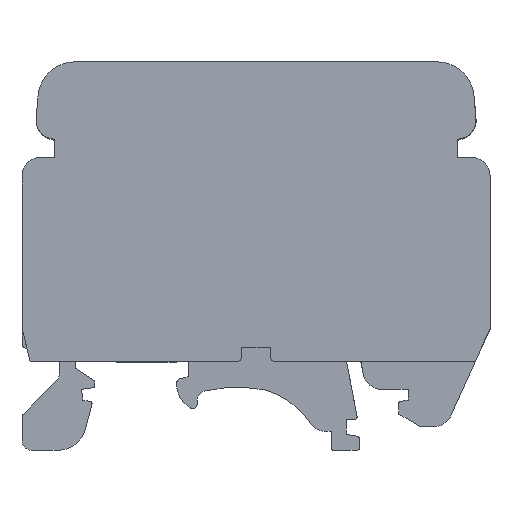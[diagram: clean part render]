
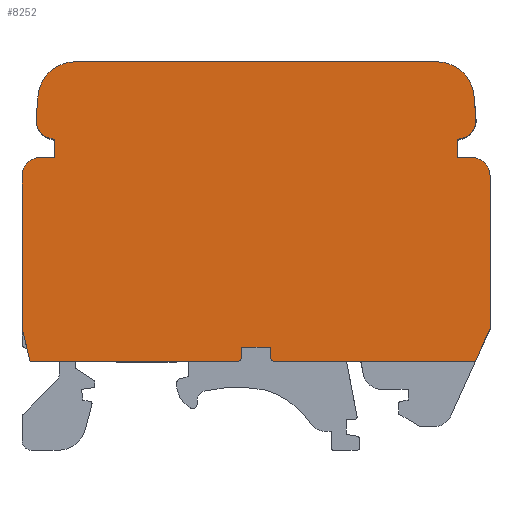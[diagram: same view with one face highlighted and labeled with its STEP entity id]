
A CAD part, front view. The second image highlights one B-rep face of the part: STEP entity #8252.
In plain terms, the highlighted planar face has unit normal (0, -1, 0).
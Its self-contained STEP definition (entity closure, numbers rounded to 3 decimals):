
#234=CIRCLE('',#8504,0.5);
#235=CIRCLE('',#8509,0.5);
#256=CIRCLE('',#8561,4.);
#258=CIRCLE('',#8565,2.);
#263=CIRCLE('',#8580,4.);
#265=CIRCLE('',#8584,2.);
#267=CIRCLE('',#8592,2.);
#315=CIRCLE('',#8751,2.);
#2006=ORIENTED_EDGE('',*,*,#2484,.T.);
#2007=ORIENTED_EDGE('',*,*,#2482,.T.);
#2008=ORIENTED_EDGE('',*,*,#2480,.F.);
#2009=ORIENTED_EDGE('',*,*,#2478,.F.);
#2010=ORIENTED_EDGE('',*,*,#2476,.F.);
#2011=ORIENTED_EDGE('',*,*,#2474,.T.);
#2012=ORIENTED_EDGE('',*,*,#2470,.T.);
#2013=ORIENTED_EDGE('',*,*,#2492,.T.);
#2014=ORIENTED_EDGE('',*,*,#2696,.T.);
#2015=ORIENTED_EDGE('',*,*,#2930,.T.);
#2016=ORIENTED_EDGE('',*,*,#2932,.T.);
#2017=ORIENTED_EDGE('',*,*,#2685,.T.);
#2018=ORIENTED_EDGE('',*,*,#2616,.T.);
#2019=ORIENTED_EDGE('',*,*,#2614,.T.);
#2020=ORIENTED_EDGE('',*,*,#2608,.T.);
#2021=ORIENTED_EDGE('',*,*,#2612,.T.);
#2022=ORIENTED_EDGE('',*,*,#2090,.T.);
#2023=ORIENTED_EDGE('',*,*,#2634,.T.);
#2024=ORIENTED_EDGE('',*,*,#2637,.T.);
#2025=ORIENTED_EDGE('',*,*,#2640,.T.);
#2026=ORIENTED_EDGE('',*,*,#2467,.T.);
#2027=ORIENTED_EDGE('',*,*,#2462,.T.);
#2028=ORIENTED_EDGE('',*,*,#2650,.T.);
#2029=ORIENTED_EDGE('',*,*,#2653,.T.);
#2030=ORIENTED_EDGE('',*,*,#2769,.T.);
#2031=ORIENTED_EDGE('',*,*,#2537,.T.);
#2090=EDGE_CURVE('',#2961,#2960,#3537,.T.);
#2462=EDGE_CURVE('',#3216,#3217,#3790,.T.);
#2467=EDGE_CURVE('',#3221,#3216,#3795,.T.);
#2470=EDGE_CURVE('',#3223,#3224,#3798,.T.);
#2474=EDGE_CURVE('',#3226,#3223,#234,.T.);
#2476=EDGE_CURVE('',#3226,#3227,#3803,.T.);
#2478=EDGE_CURVE('',#3227,#3228,#3805,.T.);
#2480=EDGE_CURVE('',#3228,#3229,#3807,.T.);
#2482=EDGE_CURVE('',#3230,#3229,#235,.T.);
#2484=EDGE_CURVE('',#3231,#3230,#3810,.T.);
#2492=EDGE_CURVE('',#3224,#3235,#3818,.F.);
#2537=EDGE_CURVE('',#3274,#3231,#3859,.F.);
#2608=EDGE_CURVE('',#3330,#3331,#3914,.T.);
#2612=EDGE_CURVE('',#3331,#2961,#256,.T.);
#2614=EDGE_CURVE('',#3333,#3330,#258,.T.);
#2616=EDGE_CURVE('',#3334,#3333,#3919,.T.);
#2634=EDGE_CURVE('',#2960,#3343,#263,.T.);
#2637=EDGE_CURVE('',#3343,#3345,#3934,.T.);
#2640=EDGE_CURVE('',#3345,#3221,#265,.T.);
#2650=EDGE_CURVE('',#3217,#3351,#3945,.T.);
#2653=EDGE_CURVE('',#3351,#3353,#267,.T.);
#2685=EDGE_CURVE('',#3371,#3334,#3978,.T.);
#2696=EDGE_CURVE('',#3235,#3378,#3987,.T.);
#2769=EDGE_CURVE('',#3353,#3274,#4048,.T.);
#2930=EDGE_CURVE('',#3378,#3510,#315,.T.);
#2932=EDGE_CURVE('',#3510,#3371,#4178,.T.);
#2960=VERTEX_POINT('',#10480);
#2961=VERTEX_POINT('',#10482);
#3216=VERTEX_POINT('',#11348);
#3217=VERTEX_POINT('',#11349);
#3221=VERTEX_POINT('',#11359);
#3223=VERTEX_POINT('',#11365);
#3224=VERTEX_POINT('',#11366);
#3226=VERTEX_POINT('',#11373);
#3227=VERTEX_POINT('',#11377);
#3228=VERTEX_POINT('',#11381);
#3229=VERTEX_POINT('',#11385);
#3230=VERTEX_POINT('',#11389);
#3231=VERTEX_POINT('',#11393);
#3235=VERTEX_POINT('',#11407);
#3274=VERTEX_POINT('',#11503);
#3330=VERTEX_POINT('',#11645);
#3331=VERTEX_POINT('',#11646);
#3333=VERTEX_POINT('',#11657);
#3334=VERTEX_POINT('',#11661);
#3343=VERTEX_POINT('',#11697);
#3345=VERTEX_POINT('',#11703);
#3351=VERTEX_POINT('',#11728);
#3353=VERTEX_POINT('',#11734);
#3371=VERTEX_POINT('',#11798);
#3378=VERTEX_POINT('',#11820);
#3510=VERTEX_POINT('',#12279);
#3537=LINE('',#10481,#4200);
#3790=LINE('',#11347,#4453);
#3795=LINE('',#11358,#4458);
#3798=LINE('',#11364,#4461);
#3803=LINE('',#11376,#4466);
#3805=LINE('',#11380,#4468);
#3807=LINE('',#11384,#4470);
#3810=LINE('',#11392,#4473);
#3818=LINE('',#11408,#4481);
#3859=LINE('',#11502,#4522);
#3914=LINE('',#11644,#4577);
#3919=LINE('',#11660,#4582);
#3934=LINE('',#11702,#4597);
#3945=LINE('',#11727,#4608);
#3978=LINE('',#11797,#4641);
#3987=LINE('',#11819,#4650);
#4048=LINE('',#11960,#4711);
#4178=LINE('',#12282,#4841);
#4200=VECTOR('',#8809,1000.);
#4453=VECTOR('',#9498,1000.);
#4458=VECTOR('',#9505,1000.);
#4461=VECTOR('',#9510,1000.);
#4466=VECTOR('',#9521,1000.);
#4468=VECTOR('',#9525,1000.);
#4470=VECTOR('',#9529,1000.);
#4473=VECTOR('',#9538,1000.);
#4481=VECTOR('',#9552,1000.);
#4522=VECTOR('',#9623,1000.);
#4577=VECTOR('',#9740,1000.);
#4582=VECTOR('',#9759,1000.);
#4597=VECTOR('',#9806,1000.);
#4608=VECTOR('',#9833,1000.);
#4641=VECTOR('',#9900,1000.);
#4650=VECTOR('',#9921,1000.);
#4711=VECTOR('',#10058,1000.);
#4841=VECTOR('',#10390,1000.);
#5160=EDGE_LOOP('',(#2006,#2007,#2008,#2009,#2010,#2011,#2012,#2013,#2014,
#2015,#2016,#2017,#2018,#2019,#2020,#2021,#2022,#2023,#2024,#2025,#2026,
#2027,#2028,#2029,#2030,#2031));
#5493=FACE_BOUND('',#5160,.T.);
#5729=PLANE('',#8752);
#8252=ADVANCED_FACE('',(#5493),#5729,.T.);
#8504=AXIS2_PLACEMENT_3D('',#11372,#9516,#9517);
#8509=AXIS2_PLACEMENT_3D('',#11388,#9533,#9534);
#8561=AXIS2_PLACEMENT_3D('',#11652,#9746,#9747);
#8565=AXIS2_PLACEMENT_3D('',#11656,#9754,#9755);
#8580=AXIS2_PLACEMENT_3D('',#11696,#9799,#9800);
#8584=AXIS2_PLACEMENT_3D('',#11708,#9811,#9812);
#8592=AXIS2_PLACEMENT_3D('',#11733,#9838,#9839);
#8751=AXIS2_PLACEMENT_3D('',#12278,#10385,#10386);
#8752=AXIS2_PLACEMENT_3D('',#12281,#10388,#10389);
#8809=DIRECTION('',(-1.,0.,0.));
#9498=DIRECTION('',(0.,0.,-1.));
#9505=DIRECTION('',(0.966,0.,-0.259));
#9510=DIRECTION('',(1.,0.,0.));
#9516=DIRECTION('',(0.,-1.,0.));
#9517=DIRECTION('',(1.,0.,0.));
#9521=DIRECTION('',(0.,0.,1.));
#9525=DIRECTION('',(-1.,0.,0.));
#9529=DIRECTION('',(0.,0.,-1.));
#9533=DIRECTION('',(0.,-1.,0.));
#9534=DIRECTION('',(1.,0.,0.));
#9538=DIRECTION('',(1.,0.,0.));
#9552=DIRECTION('',(-0.407,0.,-0.914));
#9623=DIRECTION('',(-0.242,0.,0.97));
#9740=DIRECTION('',(-0.087,0.,0.996));
#9746=DIRECTION('',(0.,-1.,0.));
#9747=DIRECTION('',(-1.,0.,0.));
#9754=DIRECTION('',(0.,-1.,0.));
#9755=DIRECTION('',(-1.,0.,0.));
#9759=DIRECTION('',(0.966,0.,0.259));
#9799=DIRECTION('',(0.,-1.,0.));
#9800=DIRECTION('',(-1.,0.,0.));
#9806=DIRECTION('',(-0.087,0.,-0.996));
#9811=DIRECTION('',(0.,-1.,0.));
#9812=DIRECTION('',(1.,0.,0.));
#9833=DIRECTION('',(-1.,0.,0.));
#9838=DIRECTION('',(0.,-1.,0.));
#9839=DIRECTION('',(1.,0.,0.));
#9900=DIRECTION('',(0.,0.,1.));
#9921=DIRECTION('',(0.,0.,1.));
#10058=DIRECTION('',(0.,0.,-1.));
#10385=DIRECTION('',(0.,-1.,0.));
#10386=DIRECTION('',(-1.,0.,0.));
#10388=DIRECTION('',(0.,-1.,0.));
#10389=DIRECTION('',(1.,0.,0.));
#10390=DIRECTION('',(-1.,0.,0.));
#10480=CARTESIAN_POINT('',(-19.305,-15.,20.8));
#10481=CARTESIAN_POINT('',(0.,-15.,20.8));
#10482=CARTESIAN_POINT('',(19.305,-15.,20.8));
#11347=CARTESIAN_POINT('',(-21.5,-15.,10.6));
#11348=CARTESIAN_POINT('',(-21.5,-15.,12.5));
#11349=CARTESIAN_POINT('',(-21.5,-15.,10.6));
#11358=CARTESIAN_POINT('',(-21.5,-15.,12.5));
#11359=CARTESIAN_POINT('',(-22.025,-15.,12.641));
#11364=CARTESIAN_POINT('',(0.,-15.,-11.2));
#11365=CARTESIAN_POINT('',(2.,-15.,-11.2));
#11366=CARTESIAN_POINT('',(23.442,-15.,-11.2));
#11372=CARTESIAN_POINT('',(2.,-15.,-10.7));
#11373=CARTESIAN_POINT('',(1.5,-15.,-10.7));
#11376=CARTESIAN_POINT('',(1.5,-15.,-11.2));
#11377=CARTESIAN_POINT('',(1.5,-15.,-9.7));
#11380=CARTESIAN_POINT('',(1.5,-15.,-9.7));
#11381=CARTESIAN_POINT('',(-1.5,-15.,-9.7));
#11384=CARTESIAN_POINT('',(-1.5,-15.,-9.7));
#11385=CARTESIAN_POINT('',(-1.5,-15.,-10.7));
#11388=CARTESIAN_POINT('',(-2.,-15.,-10.7));
#11389=CARTESIAN_POINT('',(-2.,-15.,-11.2));
#11392=CARTESIAN_POINT('',(0.,-15.,-11.2));
#11393=CARTESIAN_POINT('',(-24.127,-15.,-11.2));
#11407=CARTESIAN_POINT('',(25.,-15.,-7.7));
#11408=CARTESIAN_POINT('',(30.726,-15.,5.16));
#11502=CARTESIAN_POINT('',(-26.017,-15.,-3.621));
#11503=CARTESIAN_POINT('',(-25.,-15.,-7.7));
#11644=CARTESIAN_POINT('',(23.5,-15.,14.747));
#11645=CARTESIAN_POINT('',(23.5,-15.,14.747));
#11646=CARTESIAN_POINT('',(23.29,-15.,17.149));
#11652=CARTESIAN_POINT('',(19.305,-15.,16.8));
#11656=CARTESIAN_POINT('',(21.508,-15.,14.573));
#11657=CARTESIAN_POINT('',(22.025,-15.,12.641));
#11660=CARTESIAN_POINT('',(21.5,-15.,12.5));
#11661=CARTESIAN_POINT('',(21.5,-15.,12.5));
#11696=CARTESIAN_POINT('',(-19.305,-15.,16.8));
#11697=CARTESIAN_POINT('',(-23.29,-15.,17.149));
#11702=CARTESIAN_POINT('',(-23.5,-15.,14.747));
#11703=CARTESIAN_POINT('',(-23.5,-15.,14.747));
#11708=CARTESIAN_POINT('',(-21.508,-15.,14.573));
#11727=CARTESIAN_POINT('',(-21.5,-15.,10.6));
#11728=CARTESIAN_POINT('',(-23.,-15.,10.6));
#11733=CARTESIAN_POINT('',(-23.,-15.,8.6));
#11734=CARTESIAN_POINT('',(-25.,-15.,8.6));
#11797=CARTESIAN_POINT('',(21.5,-15.,10.6));
#11798=CARTESIAN_POINT('',(21.5,-15.,10.6));
#11819=CARTESIAN_POINT('',(25.,-15.,-11.2));
#11820=CARTESIAN_POINT('',(25.,-15.,8.6));
#11960=CARTESIAN_POINT('',(-25.,-15.,-11.2));
#12278=CARTESIAN_POINT('',(23.,-15.,8.6));
#12279=CARTESIAN_POINT('',(23.,-15.,10.6));
#12281=CARTESIAN_POINT('',(23.,-15.,8.6));
#12282=CARTESIAN_POINT('',(21.5,-15.,10.6));
